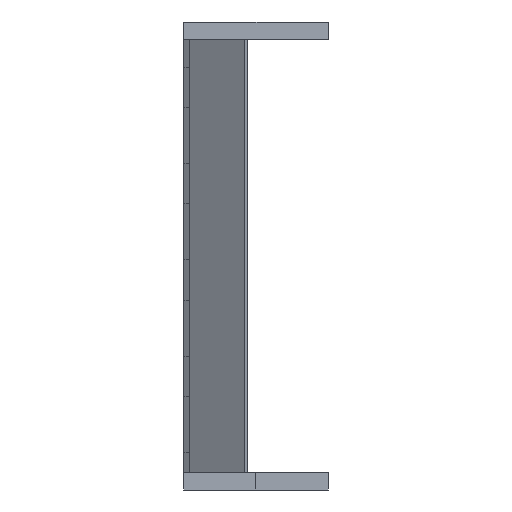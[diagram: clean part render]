
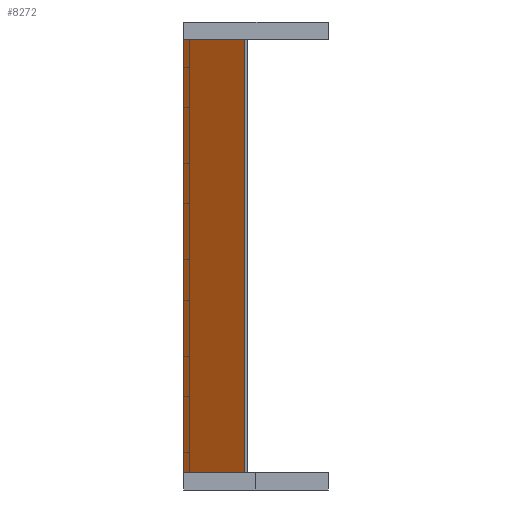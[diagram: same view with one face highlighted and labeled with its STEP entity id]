
A CAD part, left-side view. The second image highlights one B-rep face of the part: STEP entity #8272.
In plain terms, the highlighted planar face has unit normal (-0.829, 0.559, 0).
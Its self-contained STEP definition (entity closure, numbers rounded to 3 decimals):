
#19 = AXIS2_PLACEMENT_3D ( 'NONE', #5220, #4537, #6510 ) ;
#69 = DIRECTION ( 'NONE',  ( 0.559, 0.829, 0. ) ) ;
#180 = LINE ( 'NONE', #7509, #6472 ) ;
#449 = CARTESIAN_POINT ( 'NONE',  ( -14.852, -0.322, 0. ) ) ;
#975 = ORIENTED_EDGE ( 'NONE', *, *, #3555, .F. ) ;
#1120 = VERTEX_POINT ( 'NONE', #7661 ) ;
#1135 = CARTESIAN_POINT ( 'NONE',  ( -21.052, -9.515, -75. ) ) ;
#1268 = LINE ( 'NONE', #4793, #1458 ) ;
#1458 = VECTOR ( 'NONE', #69, 1000. ) ;
#1562 = CARTESIAN_POINT ( 'NONE',  ( -14.852, -0.322, -75. ) ) ;
#1579 = CARTESIAN_POINT ( 'NONE',  ( -21.052, -9.515, -75. ) ) ;
#1730 = VERTEX_POINT ( 'NONE', #1579 ) ;
#1778 = DIRECTION ( 'NONE',  ( 0., 0., 1. ) ) ;
#1863 = VERTEX_POINT ( 'NONE', #1562 ) ;
#2101 = ORIENTED_EDGE ( 'NONE', *, *, #3783, .F. ) ;
#2115 = VERTEX_POINT ( 'NONE', #2668 ) ;
#2549 = LINE ( 'NONE', #2881, #2619 ) ;
#2589 = VERTEX_POINT ( 'NONE', #449 ) ;
#2619 = VECTOR ( 'NONE', #2709, 1000. ) ;
#2668 = CARTESIAN_POINT ( 'NONE',  ( -13.96, 1., 0. ) ) ;
#2709 = DIRECTION ( 'NONE',  ( 0.559, 0.829, 0. ) ) ;
#2881 = CARTESIAN_POINT ( 'NONE',  ( -21.052, -9.515, -75. ) ) ;
#3203 = DIRECTION ( 'NONE',  ( 0.559, 0.829, 0. ) ) ;
#3484 = LINE ( 'NONE', #3537, #4471 ) ;
#3537 = CARTESIAN_POINT ( 'NONE',  ( -21.052, -9.515, -75. ) ) ;
#3555 = EDGE_CURVE ( 'NONE', #1730, #1863, #3484, .T. ) ;
#3592 = EDGE_LOOP ( 'NONE', ( #8399, #3743, #2101, #4172, #975, #7364 ) ) ;
#3743 = ORIENTED_EDGE ( 'NONE', *, *, #6096, .T. ) ;
#3783 = EDGE_CURVE ( 'NONE', #6570, #2115, #4361, .T. ) ;
#4133 = VECTOR ( 'NONE', #6262, 1000. ) ;
#4172 = ORIENTED_EDGE ( 'NONE', *, *, #5531, .F. ) ;
#4310 = CARTESIAN_POINT ( 'NONE',  ( -13.96, 1., -75. ) ) ;
#4361 = LINE ( 'NONE', #6276, #4133 ) ;
#4391 = LINE ( 'NONE', #1135, #6741 ) ;
#4471 = VECTOR ( 'NONE', #3203, 1000. ) ;
#4537 = DIRECTION ( 'NONE',  ( 0.829, -0.559, 0. ) ) ;
#4793 = CARTESIAN_POINT ( 'NONE',  ( -21.052, -9.515, 0. ) ) ;
#5220 = CARTESIAN_POINT ( 'NONE',  ( -21.052, -9.515, -75. ) ) ;
#5531 = EDGE_CURVE ( 'NONE', #1863, #6570, #2549, .T. ) ;
#5869 = PLANE ( 'NONE',  #19 ) ;
#6096 = EDGE_CURVE ( 'NONE', #2589, #2115, #180, .T. ) ;
#6262 = DIRECTION ( 'NONE',  ( 0., 0., 1. ) ) ;
#6276 = CARTESIAN_POINT ( 'NONE',  ( -13.96, 1., -75. ) ) ;
#6472 = VECTOR ( 'NONE', #7573, 1000. ) ;
#6510 = DIRECTION ( 'NONE',  ( 0., 0., -1. ) ) ;
#6570 = VERTEX_POINT ( 'NONE', #4310 ) ;
#6741 = VECTOR ( 'NONE', #1778, 1000. ) ;
#7364 = ORIENTED_EDGE ( 'NONE', *, *, #7711, .T. ) ;
#7411 = EDGE_CURVE ( 'NONE', #1120, #2589, #1268, .T. ) ;
#7509 = CARTESIAN_POINT ( 'NONE',  ( -14.852, -0.322, 0. ) ) ;
#7573 = DIRECTION ( 'NONE',  ( 0.559, 0.829, 0. ) ) ;
#7651 = FACE_OUTER_BOUND ( 'NONE', #3592, .T. ) ;
#7661 = CARTESIAN_POINT ( 'NONE',  ( -21.052, -9.515, 0. ) ) ;
#7711 = EDGE_CURVE ( 'NONE', #1730, #1120, #4391, .T. ) ;
#8272 = ADVANCED_FACE ( 'NONE', ( #7651 ), #5869, .F. ) ;
#8399 = ORIENTED_EDGE ( 'NONE', *, *, #7411, .T. ) ;
